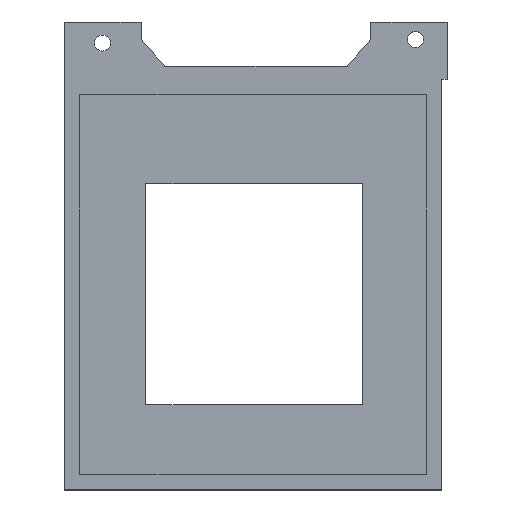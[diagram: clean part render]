
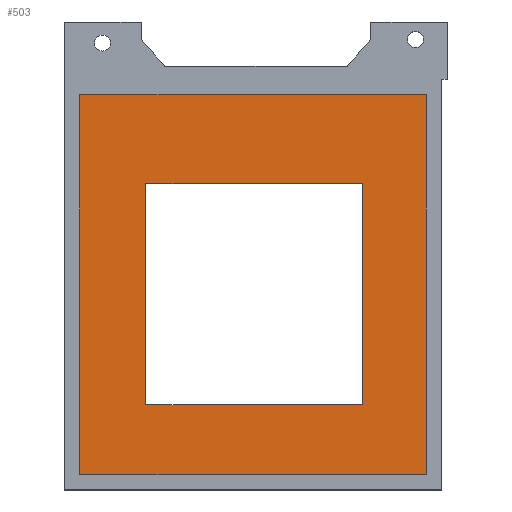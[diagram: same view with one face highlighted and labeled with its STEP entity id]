
A CAD part, top view. The second image highlights one B-rep face of the part: STEP entity #503.
In plain terms, the highlighted planar face has unit normal (0, 0, 1).
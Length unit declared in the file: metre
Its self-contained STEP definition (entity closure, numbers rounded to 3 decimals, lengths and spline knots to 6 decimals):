
#24=ORIENTED_EDGE('',*,*,#160,.F.);
#25=ORIENTED_EDGE('',*,*,#161,.T.);
#26=ORIENTED_EDGE('',*,*,#162,.T.);
#27=ORIENTED_EDGE('',*,*,#163,.F.);
#28=ORIENTED_EDGE('',*,*,#164,.F.);
#29=ORIENTED_EDGE('',*,*,#165,.T.);
#30=ORIENTED_EDGE('',*,*,#166,.T.);
#31=ORIENTED_EDGE('',*,*,#167,.F.);
#160=EDGE_CURVE('',#228,#229,#276,.T.);
#161=EDGE_CURVE('',#228,#230,#277,.T.);
#162=EDGE_CURVE('',#230,#231,#278,.T.);
#163=EDGE_CURVE('',#229,#231,#279,.T.);
#164=EDGE_CURVE('',#232,#233,#280,.T.);
#165=EDGE_CURVE('',#232,#234,#281,.T.);
#166=EDGE_CURVE('',#234,#235,#282,.T.);
#167=EDGE_CURVE('',#233,#235,#283,.T.);
#228=VERTEX_POINT('',#713);
#229=VERTEX_POINT('',#714);
#230=VERTEX_POINT('',#716);
#231=VERTEX_POINT('',#718);
#232=VERTEX_POINT('',#721);
#233=VERTEX_POINT('',#722);
#234=VERTEX_POINT('',#724);
#235=VERTEX_POINT('',#726);
#276=LINE('',#712,#336);
#277=LINE('',#715,#337);
#278=LINE('',#717,#338);
#279=LINE('',#719,#339);
#280=LINE('',#720,#340);
#281=LINE('',#723,#341);
#282=LINE('',#725,#342);
#283=LINE('',#727,#343);
#336=VECTOR('',#582,1.);
#337=VECTOR('',#583,1.);
#338=VECTOR('',#584,1.);
#339=VECTOR('',#585,1.);
#340=VECTOR('',#586,1.);
#341=VECTOR('',#587,1.);
#342=VECTOR('',#588,1.);
#343=VECTOR('',#589,1.);
#396=EDGE_LOOP('',(#24,#25,#26,#27));
#397=EDGE_LOOP('',(#28,#29,#30,#31));
#438=FACE_BOUND('',#396,.T.);
#439=FACE_BOUND('',#397,.T.);
#480=PLANE('',#543);
#503=ADVANCED_FACE('',(#438,#439),#480,.T.);
#543=AXIS2_PLACEMENT_3D('',#711,#580,#581);
#580=DIRECTION('',(0.,0.,1.));
#581=DIRECTION('',(1.,0.,0.));
#582=DIRECTION('',(1.,0.,0.));
#583=DIRECTION('',(0.,-1.,0.));
#584=DIRECTION('',(1.,0.,0.));
#585=DIRECTION('',(0.,-1.,0.));
#586=DIRECTION('',(0.,-1.,0.));
#587=DIRECTION('',(1.,0.,0.));
#588=DIRECTION('',(0.,-1.,0.));
#589=DIRECTION('',(1.,0.,0.));
#711=CARTESIAN_POINT('',(-0.000956,-0.042693,0.00254));
#712=CARTESIAN_POINT('',(-0.000956,0.02032,0.00254));
#713=CARTESIAN_POINT('',(-0.05842,0.02032,0.00254));
#714=CARTESIAN_POINT('',(0.056508,0.02032,0.00254));
#715=CARTESIAN_POINT('',(-0.05842,-0.042693,0.00254));
#716=CARTESIAN_POINT('',(-0.05842,-0.105707,0.00254));
#717=CARTESIAN_POINT('',(-0.000956,-0.105707,0.00254));
#718=CARTESIAN_POINT('',(0.056508,-0.105707,0.00254));
#719=CARTESIAN_POINT('',(0.056508,-0.042693,0.00254));
#720=CARTESIAN_POINT('',(-0.036514,-0.045826,0.00254));
#721=CARTESIAN_POINT('',(-0.036514,-0.009113,0.00254));
#722=CARTESIAN_POINT('',(-0.036514,-0.082539,0.00254));
#723=CARTESIAN_POINT('',(-0.000599,-0.009113,0.00254));
#724=CARTESIAN_POINT('',(0.035317,-0.009113,0.00254));
#725=CARTESIAN_POINT('',(0.035317,-0.045826,0.00254));
#726=CARTESIAN_POINT('',(0.035317,-0.082539,0.00254));
#727=CARTESIAN_POINT('',(-0.000599,-0.082539,0.00254));
